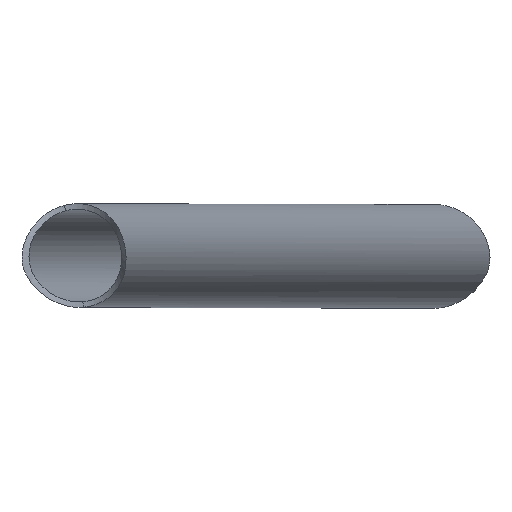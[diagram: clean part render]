
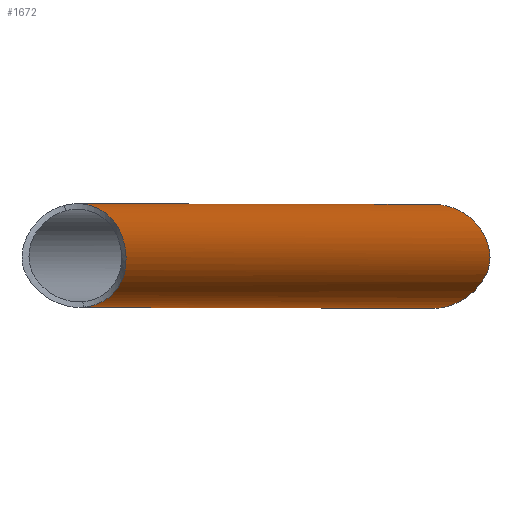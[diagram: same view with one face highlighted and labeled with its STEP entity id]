
A CAD part, left-side view. The second image highlights one B-rep face of the part: STEP entity #1672.
In plain terms, the highlighted cylindrical face has radius 14 mm (diameter 28 mm), a partial arc.
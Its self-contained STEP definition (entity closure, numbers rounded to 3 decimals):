
#699=CARTESIAN_POINT('Vertex',(-1414.58,331.423,153.995)) ;
#703=CARTESIAN_POINT('Control Point',(-1414.536,330.178,154.049)) ;
#704=CARTESIAN_POINT('Control Point',(-1414.531,330.59,154.013)) ;
#705=CARTESIAN_POINT('Control Point',(-1414.546,331.006,153.995)) ;
#706=CARTESIAN_POINT('Control Point',(-1414.58,331.423,153.995)) ;
#707=CARTESIAN_POINT('Vertex',(-1414.536,330.178,154.049)) ;
#1461=CARTESIAN_POINT('Control Point',(-1414.536,330.178,154.049)) ;
#1462=CARTESIAN_POINT('Control Point',(-1414.545,329.305,154.125)) ;
#1463=CARTESIAN_POINT('Control Point',(-1414.627,328.432,154.271)) ;
#1464=CARTESIAN_POINT('Control Point',(-1414.785,327.576,154.488)) ;
#1465=CARTESIAN_POINT('Control Point',(-1415.258,325.902,155.069)) ;
#1466=CARTESIAN_POINT('Control Point',(-1415.999,324.409,155.899)) ;
#1467=CARTESIAN_POINT('Control Point',(-1416.436,323.71,156.377)) ;
#1468=CARTESIAN_POINT('Control Point',(-1417.381,322.461,157.396)) ;
#1469=CARTESIAN_POINT('Control Point',(-1418.463,321.446,158.551)) ;
#1470=CARTESIAN_POINT('Control Point',(-1419.018,321.004,159.143)) ;
#1471=CARTESIAN_POINT('Control Point',(-1420.097,320.268,160.302)) ;
#1472=CARTESIAN_POINT('Control Point',(-1421.214,319.71,161.527)) ;
#1473=CARTESIAN_POINT('Control Point',(-1421.743,319.484,162.118)) ;
#1474=CARTESIAN_POINT('Control Point',(-1423.071,319.009,163.633)) ;
#1475=CARTESIAN_POINT('Control Point',(-1424.358,318.754,165.237)) ;
#1476=CARTESIAN_POINT('Control Point',(-1425.094,318.677,166.235)) ;
#1477=CARTESIAN_POINT('Control Point',(-1426.001,318.678,167.664)) ;
#1478=CARTESIAN_POINT('Control Point',(-1426.56,318.85,169.221)) ;
#1479=CARTESIAN_POINT('Control Point',(-1426.676,318.906,169.627)) ;
#1480=CARTESIAN_POINT('Control Point',(-1426.844,319.047,170.482)) ;
#1481=CARTESIAN_POINT('Control Point',(-1426.857,319.239,171.344)) ;
#1482=CARTESIAN_POINT('Control Point',(-1426.819,319.352,171.787)) ;
#1483=CARTESIAN_POINT('Control Point',(-1426.564,319.771,173.238)) ;
#1484=CARTESIAN_POINT('Control Point',(-1425.954,320.316,174.565)) ;
#1485=CARTESIAN_POINT('Control Point',(-1425.446,320.75,175.415)) ;
#1486=CARTESIAN_POINT('Control Point',(-1424.069,321.984,177.416)) ;
#1487=CARTESIAN_POINT('Control Point',(-1422.568,323.579,179.053)) ;
#1488=CARTESIAN_POINT('Control Point',(-1421.689,324.678,179.914)) ;
#1489=CARTESIAN_POINT('Control Point',(-1420.347,326.701,181.069)) ;
#1490=CARTESIAN_POINT('Control Point',(-1419.278,329.023,181.732)) ;
#1491=CARTESIAN_POINT('Control Point',(-1418.916,329.962,181.908)) ;
#1492=CARTESIAN_POINT('Control Point',(-1418.616,330.925,181.996)) ;
#1493=CARTESIAN_POINT('Control Point',(-1418.384,331.896,181.996)) ;
#1494=CARTESIAN_POINT('Vertex',(-1418.384,331.896,181.996)) ;
#1517=CARTESIAN_POINT('Line Origine',(-1029.886,283.575,153.876)) ;
#1521=CARTESIAN_POINT('Vertex',(-645.215,235.73,153.757)) ;
#1524=CARTESIAN_POINT('Line Origine',(-1029.878,283.574,181.876)) ;
#1528=CARTESIAN_POINT('Vertex',(-641.351,235.249,181.756)) ;
#1592=CARTESIAN_POINT('Axis2P3D Location',(-1029.882,283.575,167.876)) ;
#1598=CARTESIAN_POINT('Control Point',(-645.215,235.73,153.757)) ;
#1599=CARTESIAN_POINT('Control Point',(-645.228,235.486,153.757)) ;
#1600=CARTESIAN_POINT('Control Point',(-645.233,235.241,153.764)) ;
#1601=CARTESIAN_POINT('Control Point',(-645.231,234.998,153.776)) ;
#1602=CARTESIAN_POINT('Vertex',(-645.231,234.998,153.776)) ;
#1606=CARTESIAN_POINT('Control Point',(-641.854,231.674,181.283)) ;
#1607=CARTESIAN_POINT('Control Point',(-641.888,230.615,181.001)) ;
#1608=CARTESIAN_POINT('Control Point',(-641.836,229.568,180.615)) ;
#1609=CARTESIAN_POINT('Control Point',(-641.694,228.558,180.13)) ;
#1610=CARTESIAN_POINT('Control Point',(-641.298,226.85,179.11)) ;
#1611=CARTESIAN_POINT('Control Point',(-640.682,225.349,177.86)) ;
#1612=CARTESIAN_POINT('Control Point',(-640.374,224.733,177.273)) ;
#1613=CARTESIAN_POINT('Control Point',(-639.607,223.445,175.871)) ;
#1614=CARTESIAN_POINT('Control Point',(-638.717,222.402,174.324)) ;
#1615=CARTESIAN_POINT('Control Point',(-638.196,221.899,173.423)) ;
#1616=CARTESIAN_POINT('Control Point',(-637.574,221.405,172.336)) ;
#1617=CARTESIAN_POINT('Control Point',(-636.982,221.028,171.192)) ;
#1618=CARTESIAN_POINT('Control Point',(-636.9,220.978,171.031)) ;
#1619=CARTESIAN_POINT('Control Point',(-636.765,220.898,170.76)) ;
#1620=CARTESIAN_POINT('Control Point',(-636.632,220.825,170.485)) ;
#1621=CARTESIAN_POINT('Control Point',(-636.579,220.796,170.373)) ;
#1622=CARTESIAN_POINT('Control Point',(-636.502,220.756,170.208)) ;
#1623=CARTESIAN_POINT('Control Point',(-636.426,220.718,170.041)) ;
#1624=CARTESIAN_POINT('Control Point',(-636.403,220.707,169.988)) ;
#1625=CARTESIAN_POINT('Control Point',(-636.231,220.623,169.601)) ;
#1626=CARTESIAN_POINT('Control Point',(-636.068,220.553,169.202)) ;
#1627=CARTESIAN_POINT('Control Point',(-635.928,220.501,168.832)) ;
#1628=CARTESIAN_POINT('Control Point',(-635.692,220.429,168.11)) ;
#1629=CARTESIAN_POINT('Control Point',(-635.533,220.417,167.334)) ;
#1630=CARTESIAN_POINT('Control Point',(-635.482,220.426,166.964)) ;
#1631=CARTESIAN_POINT('Control Point',(-635.447,220.475,166.291)) ;
#1632=CARTESIAN_POINT('Control Point',(-635.511,220.569,165.664)) ;
#1633=CARTESIAN_POINT('Control Point',(-635.558,220.619,165.4)) ;
#1634=CARTESIAN_POINT('Control Point',(-635.652,220.702,165.014)) ;
#1635=CARTESIAN_POINT('Control Point',(-635.777,220.798,164.649)) ;
#1636=CARTESIAN_POINT('Control Point',(-635.831,220.839,164.506)) ;
#1637=CARTESIAN_POINT('Control Point',(-636.032,220.984,164.02)) ;
#1638=CARTESIAN_POINT('Control Point',(-636.277,221.153,163.557)) ;
#1639=CARTESIAN_POINT('Control Point',(-636.469,221.282,163.239)) ;
#1640=CARTESIAN_POINT('Control Point',(-636.832,221.527,162.689)) ;
#1641=CARTESIAN_POINT('Control Point',(-637.223,221.797,162.166)) ;
#1642=CARTESIAN_POINT('Control Point',(-637.4,221.92,161.941)) ;
#1643=CARTESIAN_POINT('Control Point',(-638.205,222.493,160.949)) ;
#1644=CARTESIAN_POINT('Control Point',(-639.059,223.152,160.034)) ;
#1645=CARTESIAN_POINT('Control Point',(-639.721,223.715,159.353)) ;
#1646=CARTESIAN_POINT('Control Point',(-640.896,224.826,158.18)) ;
#1647=CARTESIAN_POINT('Control Point',(-641.994,226.124,157.112)) ;
#1648=CARTESIAN_POINT('Control Point',(-642.461,226.739,156.659)) ;
#1649=CARTESIAN_POINT('Control Point',(-643.654,228.522,155.499)) ;
#1650=CARTESIAN_POINT('Control Point',(-644.573,230.595,154.578)) ;
#1651=CARTESIAN_POINT('Control Point',(-645.004,232.022,154.122)) ;
#1652=CARTESIAN_POINT('Control Point',(-645.222,233.516,153.853)) ;
#1653=CARTESIAN_POINT('Control Point',(-645.231,234.998,153.776)) ;
#1654=CARTESIAN_POINT('Vertex',(-641.854,231.674,181.283)) ;
#1658=CARTESIAN_POINT('Control Point',(-641.351,235.249,181.756)) ;
#1659=CARTESIAN_POINT('Control Point',(-641.648,234.051,181.756)) ;
#1660=CARTESIAN_POINT('Control Point',(-641.816,232.837,181.592)) ;
#1661=CARTESIAN_POINT('Control Point',(-641.854,231.674,181.283)) ;
#1518=DIRECTION('Vector Direction',(0.992,-0.123,0.)) ;
#1525=DIRECTION('Vector Direction',(0.992,-0.123,0.)) ;
#1593=DIRECTION('Axis2P3D Direction',(0.992,-0.123,0.)) ;
#1594=DIRECTION('Axis2P3D XDirection',(0.,0.,1.)) ;
#1595=AXIS2_PLACEMENT_3D('Cylinder Axis2P3D',#1592,#1593,#1594) ;
#1664=ORIENTED_EDGE('',*,*,#1530,.F.) ;
#1665=ORIENTED_EDGE('',*,*,#1496,.F.) ;
#1666=ORIENTED_EDGE('',*,*,#709,.T.) ;
#1667=ORIENTED_EDGE('',*,*,#1523,.T.) ;
#1668=ORIENTED_EDGE('',*,*,#1604,.T.) ;
#1669=ORIENTED_EDGE('',*,*,#1656,.F.) ;
#1670=ORIENTED_EDGE('',*,*,#1662,.F.) ;
#1519=VECTOR('Line Direction',#1518,1.) ;
#1526=VECTOR('Line Direction',#1525,1.) ;
#1672=ADVANCED_FACE('Corps principal',(#1671),#1596,.T.) ;
#702=B_SPLINE_CURVE_WITH_KNOTS('',3,(#703,#704,#705,#706),.UNSPECIFIED.,.F.,.U.,(4,4),(0.,1.855),.UNSPECIFIED.) ;
#1460=B_SPLINE_CURVE_WITH_KNOTS('',5,(#1461,#1462,#1463,#1464,#1465,#1466,#1467,#1468,#1469,#1470,#1471,#1472,#1473,#1474,#1475,#1476,#1477,#1478,#1479,#1480,#1481,#1482,#1483,#1484,#1485,#1486,#1487,#1488,#1489,#1490,#1491,#1492,#1493),.UNSPECIFIED.,.F.,.U.,(6,3,3,3,3,3,3,3,3,3,6),(0.,6.544,13.306,19.797,25.586,34.319,37.312,40.536,48.095,59.585,66.862),.UNSPECIFIED.) ;
#1597=B_SPLINE_CURVE_WITH_KNOTS('',3,(#1598,#1599,#1600,#1601),.UNSPECIFIED.,.F.,.U.,(4,4),(0.,1.091),.UNSPECIFIED.) ;
#1605=B_SPLINE_CURVE_WITH_KNOTS('',5,(#1606,#1607,#1608,#1609,#1610,#1611,#1612,#1613,#1614,#1615,#1616,#1617,#1618,#1619,#1620,#1621,#1622,#1623,#1624,#1625,#1626,#1627,#1628,#1629,#1630,#1631,#1632,#1633,#1634,#1635,#1636,#1637,#1638,#1639,#1640,#1641,#1642,#1643,#1644,#1645,#1646,#1647,#1648,#1649,#1650,#1651,#1652,#1653),.UNSPECIFIED.,.F.,.U.,(6,3,3,3,3,3,3,3,3,3,3,3,3,3,3,6),(0.,8.188,14.608,22.722,24.037,24.928,25.351,27.967,30.233,32.082,33.274,36.218,38.522,46.566,53.009,64.102),.UNSPECIFIED.) ;
#1657=B_SPLINE_CURVE_WITH_KNOTS('',3,(#1658,#1659,#1660,#1661),.UNSPECIFIED.,.F.,.U.,(4,4),(0.,5.397),.UNSPECIFIED.) ;
#1596=CYLINDRICAL_SURFACE('generated cylinder',#1595,14.) ;
#709=EDGE_CURVE('',#708,#700,#702,.T.) ;
#1496=EDGE_CURVE('',#708,#1495,#1460,.T.) ;
#1523=EDGE_CURVE('',#700,#1522,#1520,.T.) ;
#1530=EDGE_CURVE('',#1495,#1529,#1527,.T.) ;
#1604=EDGE_CURVE('',#1522,#1603,#1597,.T.) ;
#1656=EDGE_CURVE('',#1655,#1603,#1605,.T.) ;
#1662=EDGE_CURVE('',#1529,#1655,#1657,.T.) ;
#1663=EDGE_LOOP('',(#1664,#1665,#1666,#1667,#1668,#1669,#1670)) ;
#1671=FACE_OUTER_BOUND('',#1663,.T.) ;
#1520=LINE('Line',#1517,#1519) ;
#1527=LINE('Line',#1524,#1526) ;
#700=VERTEX_POINT('',#699) ;
#708=VERTEX_POINT('',#707) ;
#1495=VERTEX_POINT('',#1494) ;
#1522=VERTEX_POINT('',#1521) ;
#1529=VERTEX_POINT('',#1528) ;
#1603=VERTEX_POINT('',#1602) ;
#1655=VERTEX_POINT('',#1654) ;
